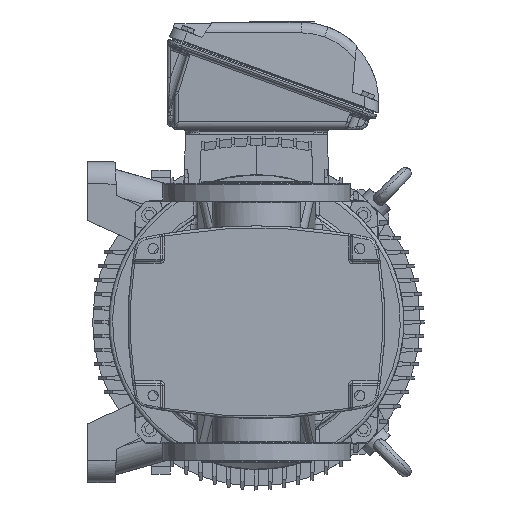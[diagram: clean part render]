
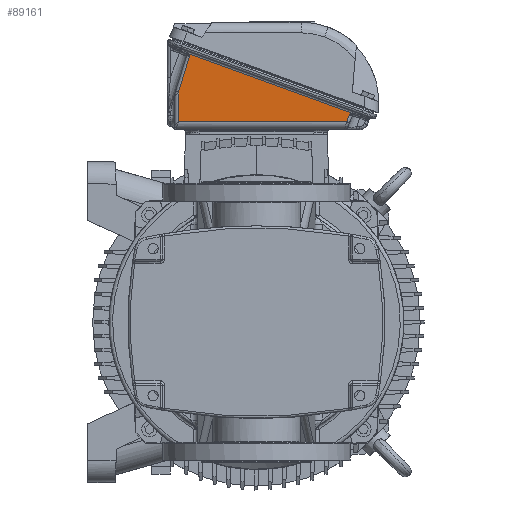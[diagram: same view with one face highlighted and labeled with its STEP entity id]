
A CAD part, front view. The second image highlights one B-rep face of the part: STEP entity #89161.
In plain terms, the highlighted face is planar.
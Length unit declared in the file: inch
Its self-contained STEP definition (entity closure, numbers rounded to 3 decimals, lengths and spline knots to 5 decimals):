
#372 = CARTESIAN_POINT ( 'NONE',  ( -11.11753, 5.01987, 4.99826 ) ) ;
#1529 = ORIENTED_EDGE ( 'NONE', *, *, #145533, .T. ) ;
#1557 = B_SPLINE_CURVE_WITH_KNOTS ( 'NONE', 3,
 ( #11139, #121378, #69365, #54124, #123136, #110576, #96249, #66708, #165156, #14708, #28148, #175935, #79247, #175069, #372, #107930, #161624, #53230, #81002, #162506, #149059 ),
 .UNSPECIFIED., .F., .F.,
 ( 4, 1, 1, 1, 1, 1, 2, 2, 1, 1, 1, 1, 2, 2, 4 ),
 ( 0., 0.125, 0.1875, 0.21875, 0.23437, 0.24219, 0.24609, 0.25, 0.375, 0.4375, 0.46875, 0.48437, 0.49219, 0.5, 1. ),
 .UNSPECIFIED. ) ;
#2341 = CARTESIAN_POINT ( 'NONE',  ( -11.07052, 4.97222, 4.99614 ) ) ;
#4777 = DIRECTION ( 'NONE',  ( 0.999, 0., -0.033 ) ) ;
#8154 = ORIENTED_EDGE ( 'NONE', *, *, #61797, .T. ) ;
#9666 = VERTEX_POINT ( 'NONE', #171210 ) ;
#11139 = CARTESIAN_POINT ( 'NONE',  ( -11.07052, 4.97222, 4.99614 ) ) ;
#14708 = CARTESIAN_POINT ( 'NONE',  ( -11.09524, 4.99622, 4.99724 ) ) ;
#18046 = CARTESIAN_POINT ( 'NONE',  ( -14.23091, -3.58599, 4.99764 ) ) ;
#19053 = ORIENTED_EDGE ( 'NONE', *, *, #99402, .T. ) ;
#19464 = CARTESIAN_POINT ( 'NONE',  ( -14.1805, -3.57239, 4.99614 ) ) ;
#19821 = DIRECTION ( 'NONE',  ( -0.342, -0.94, 0. ) ) ;
#28148 = CARTESIAN_POINT ( 'NONE',  ( -11.09981, 5.00082, 4.99745 ) ) ;
#28844 = CARTESIAN_POINT ( 'NONE',  ( -14.25775, -3.5948, 4.99841 ) ) ;
#29917 = PLANE ( 'NONE',  #142650 ) ;
#31662 = CARTESIAN_POINT ( 'NONE',  ( -10.69446, -4.15254, 4.87482 ) ) ;
#33925 = VECTOR ( 'NONE', #115168, 39.37008 ) ;
#35284 = EDGE_CURVE ( 'NONE', #151777, #171646, #45271, .T. ) ;
#35411 = VECTOR ( 'NONE', #74860, 39.37008 ) ;
#38003 = EDGE_CURVE ( 'NONE', #9666, #68774, #91528, .T. ) ;
#44010 = CARTESIAN_POINT ( 'NONE',  ( -14.26858, -3.59882, 4.99872 ) ) ;
#44896 = CARTESIAN_POINT ( 'NONE',  ( -14.24225, -3.58947, 4.99797 ) ) ;
#45271 = LINE ( 'NONE', #60477, #33925 ) ;
#53230 = CARTESIAN_POINT ( 'NONE',  ( -11.1188, 5.02131, 4.99831 ) ) ;
#54124 = CARTESIAN_POINT ( 'NONE',  ( -11.08927, 4.99028, 4.99697 ) ) ;
#55696 = CARTESIAN_POINT ( 'NONE',  ( -14.26279, -3.59663, 4.99855 ) ) ;
#59222 = CARTESIAN_POINT ( 'NONE',  ( -14.22204, -3.5834, 4.99738 ) ) ;
#60477 = CARTESIAN_POINT ( 'NONE',  ( -10.69446, 4.8126, 4.9819 ) ) ;
#61797 = EDGE_CURVE ( 'NONE', #171646, #114721, #1557, .T. ) ;
#62304 = LINE ( 'NONE', #104426, #35411 ) ;
#63671 = CARTESIAN_POINT ( 'NONE',  ( -14.1805, -3.57239, 4.99614 ) ) ;
#66708 = CARTESIAN_POINT ( 'NONE',  ( -11.09496, 4.99595, 4.99723 ) ) ;
#68774 = VERTEX_POINT ( 'NONE', #63671 ) ;
#69365 = CARTESIAN_POINT ( 'NONE',  ( -11.0824, 4.98356, 4.99667 ) ) ;
#72024 = CARTESIAN_POINT ( 'NONE',  ( -15.19685, -4.39372, 5.01969 ) ) ;
#72690 = CARTESIAN_POINT ( 'NONE',  ( -14.22503, -3.58426, 4.99746 ) ) ;
#74860 = DIRECTION ( 'NONE',  ( 0.999, 0., -0.033 ) ) ;
#78392 = EDGE_CURVE ( 'NONE', #163473, #172289, #62304, .T. ) ;
#79247 = CARTESIAN_POINT ( 'NONE',  ( -11.11279, 5.01457, 4.99804 ) ) ;
#81002 = CARTESIAN_POINT ( 'NONE',  ( -11.13531, 5.0402, 4.99908 ) ) ;
#89161 = ADVANCED_FACE ( 'NONE', ( #169574 ), #29917, .T. ) ;
#90677 = DIRECTION ( 'NONE',  ( 0., 1., 0.012 ) ) ;
#91528 = B_SPLINE_CURVE_WITH_KNOTS ( 'NONE', 3,
 ( #166730, #113037, #167607, #96948, #44010, #55696, #127327, #98711, #28844, #151526, #140746, #44896, #18046, #72690, #59222, #100494, #113933, #155052, #142491, #117458, #144255, #157696 ),
 .UNSPECIFIED., .F., .F.,
 ( 4, 1, 1, 1, 1, 1, 2, 2, 1, 1, 1, 1, 1, 2, 2, 4 ),
 ( 0., 0.25, 0.375, 0.4375, 0.46875, 0.48438, 0.49219, 0.5, 0.625, 0.6875, 0.71875, 0.73438, 0.74219, 0.74609, 0.75, 1. ),
 .UNSPECIFIED. ) ;
#96249 = CARTESIAN_POINT ( 'NONE',  ( -11.09465, 4.99564, 4.99722 ) ) ;
#96948 = CARTESIAN_POINT ( 'NONE',  ( -14.27989, -3.60333, 4.99904 ) ) ;
#98711 = CARTESIAN_POINT ( 'NONE',  ( -14.2586, -3.5951, 4.99843 ) ) ;
#99402 = EDGE_CURVE ( 'NONE', #68774, #163473, #144812, .T. ) ;
#100494 = CARTESIAN_POINT ( 'NONE',  ( -14.22053, -3.58297, 4.99733 ) ) ;
#103894 = ORIENTED_EDGE ( 'NONE', *, *, #144721, .T. ) ;
#104426 = CARTESIAN_POINT ( 'NONE',  ( -15.19676, -4.15254, 5.02256 ) ) ;
#107129 = CARTESIAN_POINT ( 'NONE',  ( -10.69446, 4.8126, 4.9819 ) ) ;
#107930 = CARTESIAN_POINT ( 'NONE',  ( -11.11818, 5.02061, 4.99829 ) ) ;
#110576 = CARTESIAN_POINT ( 'NONE',  ( -11.09392, 4.9949, 4.99718 ) ) ;
#112114 = EDGE_LOOP ( 'NONE', ( #157698, #8154, #1529, #161991, #19053, #143359, #103894 ) ) ;
#113037 = CARTESIAN_POINT ( 'NONE',  ( -14.31796, -3.62215, 5.00006 ) ) ;
#113933 = CARTESIAN_POINT ( 'NONE',  ( -14.21988, -3.58278, 4.99731 ) ) ;
#113999 = VECTOR ( 'NONE', #90677, 39.37008 ) ;
#114721 = VERTEX_POINT ( 'NONE', #140644 ) ;
#115168 = DIRECTION ( 'NONE',  ( -0.92, 0.39, 0.035 ) ) ;
#117458 = CARTESIAN_POINT ( 'NONE',  ( -14.20918, -3.57976, 4.997 ) ) ;
#117595 = LINE ( 'NONE', #147031, #113999 ) ;
#121378 = CARTESIAN_POINT ( 'NONE',  ( -11.07553, 4.97698, 4.99636 ) ) ;
#122676 = VECTOR ( 'NONE', #19821, 39.37008 ) ;
#123136 = CARTESIAN_POINT ( 'NONE',  ( -11.09242, 4.9934, 4.99712 ) ) ;
#126663 = DIRECTION ( 'NONE',  ( 0.033, -0.012, 0.999 ) ) ;
#127327 = CARTESIAN_POINT ( 'NONE',  ( -14.25986, -3.59556, 4.99847 ) ) ;
#140644 = CARTESIAN_POINT ( 'NONE',  ( -11.15929, 5.07767, 5.00032 ) ) ;
#140746 = CARTESIAN_POINT ( 'NONE',  ( -14.25124, -3.59248, 4.99822 ) ) ;
#142491 = CARTESIAN_POINT ( 'NONE',  ( -14.21916, -3.58258, 4.99729 ) ) ;
#142517 = CARTESIAN_POINT ( 'NONE',  ( -10.71241, 6.30546, 5.00032 ) ) ;
#142650 = AXIS2_PLACEMENT_3D ( 'NONE', #72024, #126663, #4777 ) ;
#143359 = ORIENTED_EDGE ( 'NONE', *, *, #78392, .T. ) ;
#144255 = CARTESIAN_POINT ( 'NONE',  ( -14.19634, -3.57638, 4.99662 ) ) ;
#144721 = EDGE_CURVE ( 'NONE', #172289, #151777, #117595, .T. ) ;
#144812 = LINE ( 'NONE', #19464, #158396 ) ;
#145533 = EDGE_CURVE ( 'NONE', #114721, #9666, #167631, .T. ) ;
#147031 = CARTESIAN_POINT ( 'NONE',  ( -10.69446, -4.15254, 4.87482 ) ) ;
#148341 = DIRECTION ( 'NONE',  ( 0.956, -0.292, -0.035 ) ) ;
#149059 = CARTESIAN_POINT ( 'NONE',  ( -11.15929, 5.07767, 5.00032 ) ) ;
#151526 = CARTESIAN_POINT ( 'NONE',  ( -14.25726, -3.59462, 4.9984 ) ) ;
#151777 = VERTEX_POINT ( 'NONE', #107129 ) ;
#155052 = CARTESIAN_POINT ( 'NONE',  ( -14.21945, -3.58266, 4.9973 ) ) ;
#157696 = CARTESIAN_POINT ( 'NONE',  ( -14.1805, -3.57239, 4.99614 ) ) ;
#157698 = ORIENTED_EDGE ( 'NONE', *, *, #35284, .T. ) ;
#158396 = VECTOR ( 'NONE', #148341, 39.37008 ) ;
#158783 = CARTESIAN_POINT ( 'NONE',  ( -12.28292, -4.15254, 4.92695 ) ) ;
#161624 = CARTESIAN_POINT ( 'NONE',  ( -11.11862, 5.02111, 4.99831 ) ) ;
#161991 = ORIENTED_EDGE ( 'NONE', *, *, #38003, .T. ) ;
#162506 = CARTESIAN_POINT ( 'NONE',  ( -11.14872, 5.05889, 4.99974 ) ) ;
#163473 = VERTEX_POINT ( 'NONE', #158783 ) ;
#165156 = CARTESIAN_POINT ( 'NONE',  ( -11.09517, 4.99615, 4.99724 ) ) ;
#166730 = CARTESIAN_POINT ( 'NONE',  ( -14.32816, -3.62873, 5.00032 ) ) ;
#167607 = CARTESIAN_POINT ( 'NONE',  ( -14.30141, -3.61293, 4.99963 ) ) ;
#167631 = LINE ( 'NONE', #142517, #122676 ) ;
#169574 = FACE_OUTER_BOUND ( 'NONE', #112114, .T. ) ;
#171210 = CARTESIAN_POINT ( 'NONE',  ( -14.32816, -3.62873, 5.00032 ) ) ;
#171646 = VERTEX_POINT ( 'NONE', #2341 ) ;
#172289 = VERTEX_POINT ( 'NONE', #31662 ) ;
#175069 = CARTESIAN_POINT ( 'NONE',  ( -11.11597, 5.01812, 4.99818 ) ) ;
#175935 = CARTESIAN_POINT ( 'NONE',  ( -11.1061, 5.00732, 4.99773 ) ) ;
